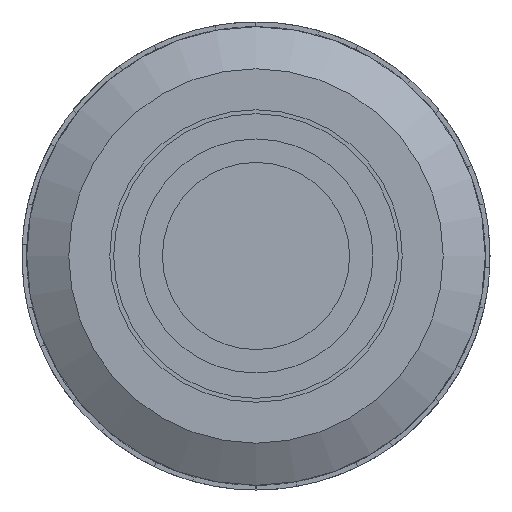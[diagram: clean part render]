
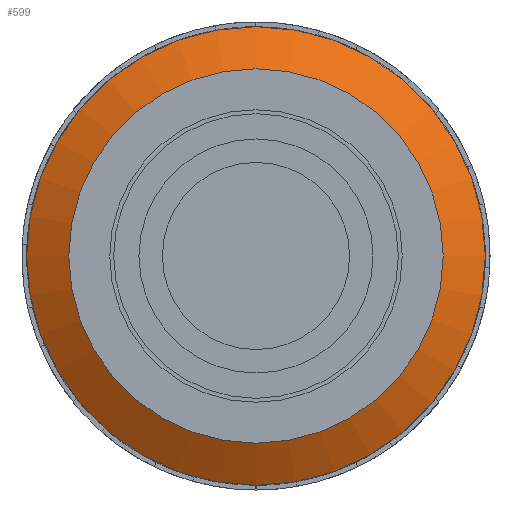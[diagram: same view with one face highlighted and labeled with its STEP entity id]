
A CAD part, left-side view. The second image highlights one B-rep face of the part: STEP entity #599.
In plain terms, the highlighted conical face has half-angle 60 degrees and reference radius 45 mm.
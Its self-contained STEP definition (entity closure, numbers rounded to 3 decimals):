
#572=CARTESIAN_POINT('',(-60.584,0.0,0.0));
#573=DIRECTION('',(1.0,0.0,0.0));
#574=DIRECTION('',(0.0,0.0,1.0));
#575=AXIS2_PLACEMENT_3D('',#572,#573,#574);
#576=CONICAL_SURFACE('',#575,45.0,60.);
#577=CARTESIAN_POINT('',(-63.471,0.,-40.0));
#578=VERTEX_POINT('',#577);
#579=CARTESIAN_POINT('',(-63.471,0.0,0.0));
#580=DIRECTION('',(-1.0,0.0,0.0));
#581=DIRECTION('',(0.0,0.0,1.0));
#582=AXIS2_PLACEMENT_3D('',#579,#580,#581);
#583=CIRCLE('',#582,40.0);
#584=EDGE_CURVE('',#578,#578,#583,.T.);
#585=ORIENTED_EDGE('',*,*,#584,.F.);
#586=EDGE_LOOP('',(#585));
#587=FACE_OUTER_BOUND('',#586,.T.);
#588=CARTESIAN_POINT('',(-58.274,0.,-49.0));
#589=VERTEX_POINT('',#588);
#590=CARTESIAN_POINT('',(-58.274,0.0,0.0));
#591=DIRECTION('',(-1.0,0.0,0.0));
#592=DIRECTION('',(0.0,0.0,1.0));
#593=AXIS2_PLACEMENT_3D('',#590,#591,#592);
#594=CIRCLE('',#593,49.0);
#595=EDGE_CURVE('',#589,#589,#594,.T.);
#596=ORIENTED_EDGE('',*,*,#595,.T.);
#597=EDGE_LOOP('',(#596));
#598=FACE_BOUND('',#597,.T.);
#599=ADVANCED_FACE('',(#587,#598),#576,.T.);
